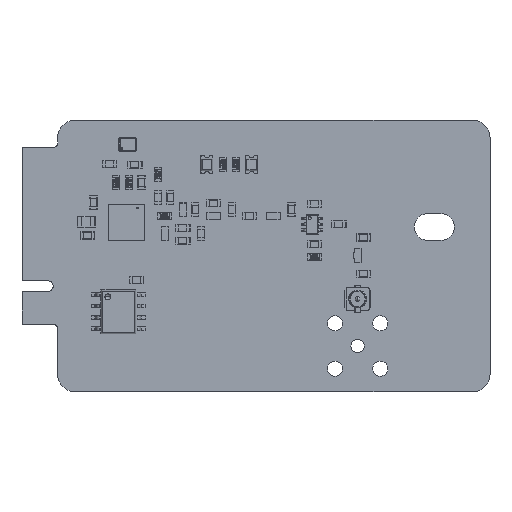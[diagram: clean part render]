
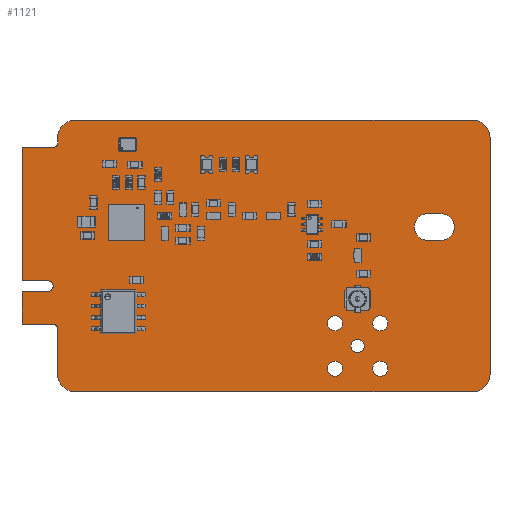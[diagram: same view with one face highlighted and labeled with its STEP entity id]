
A CAD part, top view. The second image highlights one B-rep face of the part: STEP entity #1121.
In plain terms, the highlighted planar face has unit normal (0, 0, 1).
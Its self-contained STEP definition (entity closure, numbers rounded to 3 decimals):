
#216 = VERTEX_POINT('',#217);
#217 = CARTESIAN_POINT('',(-3.25,-19.225,0.82));
#223 = EDGE_CURVE('',#216,#224,#226,.T.);
#224 = VERTEX_POINT('',#225);
#225 = CARTESIAN_POINT('',(-0.35,-19.225,0.82));
#226 = LINE('',#227,#228);
#227 = CARTESIAN_POINT('',(-3.25,-19.225,0.82));
#228 = VECTOR('',#229,1.);
#229 = DIRECTION('',(1.,0.,0.));
#254 = EDGE_CURVE('',#224,#255,#257,.T.);
#255 = VERTEX_POINT('',#256);
#256 = CARTESIAN_POINT('',(-0.35,-18.025,0.82));
#257 = CIRCLE('',#258,0.6);
#258 = AXIS2_PLACEMENT_3D('',#259,#260,#261);
#259 = CARTESIAN_POINT('',(-0.35,-18.625,0.82));
#260 = DIRECTION('',(0.,0.,1.));
#261 = DIRECTION('',(0.,-1.,0.));
#287 = EDGE_CURVE('',#255,#288,#290,.T.);
#288 = VERTEX_POINT('',#289);
#289 = CARTESIAN_POINT('',(-3.25,-18.025,0.82));
#290 = LINE('',#291,#292);
#291 = CARTESIAN_POINT('',(-0.35,-18.025,0.82));
#292 = VECTOR('',#293,1.);
#293 = DIRECTION('',(-1.,0.,0.));
#318 = EDGE_CURVE('',#288,#319,#321,.T.);
#319 = VERTEX_POINT('',#320);
#320 = CARTESIAN_POINT('',(-3.25,-3.075,0.82));
#321 = LINE('',#322,#323);
#322 = CARTESIAN_POINT('',(-3.25,-18.025,0.82));
#323 = VECTOR('',#324,1.);
#324 = DIRECTION('',(0.,1.,0.));
#349 = EDGE_CURVE('',#319,#350,#352,.T.);
#350 = VERTEX_POINT('',#351);
#351 = CARTESIAN_POINT('',(0.25,-3.075,0.82));
#352 = LINE('',#353,#354);
#353 = CARTESIAN_POINT('',(-3.25,-3.075,0.82));
#354 = VECTOR('',#355,1.);
#355 = DIRECTION('',(1.,0.,0.));
#380 = EDGE_CURVE('',#350,#381,#383,.T.);
#381 = VERTEX_POINT('',#382);
#382 = CARTESIAN_POINT('',(0.75,-2.575,0.82));
#383 = CIRCLE('',#384,0.498);
#384 = AXIS2_PLACEMENT_3D('',#385,#386,#387);
#385 = CARTESIAN_POINT('',(0.252,-2.577,0.82));
#386 = DIRECTION('',(0.,0.,1.));
#387 = DIRECTION('',(-0.003,-1.,0.));
#413 = EDGE_CURVE('',#381,#414,#416,.T.);
#414 = VERTEX_POINT('',#415);
#415 = CARTESIAN_POINT('',(0.75,-2.,0.82));
#416 = LINE('',#417,#418);
#417 = CARTESIAN_POINT('',(0.75,-2.575,0.82));
#418 = VECTOR('',#419,1.);
#419 = DIRECTION('',(0.,1.,0.));
#444 = EDGE_CURVE('',#414,#445,#447,.T.);
#445 = VERTEX_POINT('',#446);
#446 = CARTESIAN_POINT('',(2.75,0.,0.82));
#447 = CIRCLE('',#448,2.001);
#448 = AXIS2_PLACEMENT_3D('',#449,#450,#451);
#449 = CARTESIAN_POINT('',(2.751,-2.001,0.82));
#450 = DIRECTION('',(0.,0.,-1.));
#451 = DIRECTION('',(-1.,0.,0.));
#477 = EDGE_CURVE('',#445,#478,#480,.T.);
#478 = VERTEX_POINT('',#479);
#479 = CARTESIAN_POINT('',(47.25,0.,0.82));
#480 = LINE('',#481,#482);
#481 = CARTESIAN_POINT('',(2.75,0.,0.82));
#482 = VECTOR('',#483,1.);
#483 = DIRECTION('',(1.,0.,0.));
#508 = EDGE_CURVE('',#478,#509,#511,.T.);
#509 = VERTEX_POINT('',#510);
#510 = CARTESIAN_POINT('',(49.25,-2.,0.82));
#511 = CIRCLE('',#512,2.001);
#512 = AXIS2_PLACEMENT_3D('',#513,#514,#515);
#513 = CARTESIAN_POINT('',(47.249,-2.001,0.82));
#514 = DIRECTION('',(0.,0.,-1.));
#515 = DIRECTION('',(0.,1.,0.));
#541 = EDGE_CURVE('',#509,#542,#544,.T.);
#542 = VERTEX_POINT('',#543);
#543 = CARTESIAN_POINT('',(49.25,-28.5,0.82));
#544 = LINE('',#545,#546);
#545 = CARTESIAN_POINT('',(49.25,-2.,0.82));
#546 = VECTOR('',#547,1.);
#547 = DIRECTION('',(0.,-1.,0.));
#572 = EDGE_CURVE('',#542,#573,#575,.T.);
#573 = VERTEX_POINT('',#574);
#574 = CARTESIAN_POINT('',(47.25,-30.5,0.82));
#575 = CIRCLE('',#576,2.001);
#576 = AXIS2_PLACEMENT_3D('',#577,#578,#579);
#577 = CARTESIAN_POINT('',(47.249,-28.499,0.82));
#578 = DIRECTION('',(0.,0.,-1.));
#579 = DIRECTION('',(1.,0.,0.));
#605 = EDGE_CURVE('',#573,#606,#608,.T.);
#606 = VERTEX_POINT('',#607);
#607 = CARTESIAN_POINT('',(2.75,-30.5,0.82));
#608 = LINE('',#609,#610);
#609 = CARTESIAN_POINT('',(47.25,-30.5,0.82));
#610 = VECTOR('',#611,1.);
#611 = DIRECTION('',(-1.,0.,0.));
#636 = EDGE_CURVE('',#606,#637,#639,.T.);
#637 = VERTEX_POINT('',#638);
#638 = CARTESIAN_POINT('',(0.75,-28.5,0.82));
#639 = CIRCLE('',#640,2.001);
#640 = AXIS2_PLACEMENT_3D('',#641,#642,#643);
#641 = CARTESIAN_POINT('',(2.751,-28.499,0.82));
#642 = DIRECTION('',(0.,0.,-1.));
#643 = DIRECTION('',(0.,-1.,0.));
#669 = EDGE_CURVE('',#637,#670,#672,.T.);
#670 = VERTEX_POINT('',#671);
#671 = CARTESIAN_POINT('',(0.75,-23.425,0.82));
#672 = LINE('',#673,#674);
#673 = CARTESIAN_POINT('',(0.75,-28.5,0.82));
#674 = VECTOR('',#675,1.);
#675 = DIRECTION('',(0.,1.,0.));
#700 = EDGE_CURVE('',#670,#701,#703,.T.);
#701 = VERTEX_POINT('',#702);
#702 = CARTESIAN_POINT('',(0.25,-22.925,0.82));
#703 = CIRCLE('',#704,0.498);
#704 = AXIS2_PLACEMENT_3D('',#705,#706,#707);
#705 = CARTESIAN_POINT('',(0.252,-23.423,0.82));
#706 = DIRECTION('',(0.,0.,1.));
#707 = DIRECTION('',(1.,-0.003,0.));
#733 = EDGE_CURVE('',#701,#734,#736,.T.);
#734 = VERTEX_POINT('',#735);
#735 = CARTESIAN_POINT('',(-3.25,-22.925,0.82));
#736 = LINE('',#737,#738);
#737 = CARTESIAN_POINT('',(0.25,-22.925,0.82));
#738 = VECTOR('',#739,1.);
#739 = DIRECTION('',(-1.,0.,0.));
#764 = EDGE_CURVE('',#734,#216,#765,.T.);
#765 = LINE('',#766,#767);
#766 = CARTESIAN_POINT('',(-3.25,-22.925,0.82));
#767 = VECTOR('',#768,1.);
#768 = DIRECTION('',(0.,1.,0.));
#788 = VERTEX_POINT('',#789);
#789 = CARTESIAN_POINT('',(32.71,-27.889,0.82));
#795 = EDGE_CURVE('',#788,#788,#796,.T.);
#796 = CIRCLE('',#797,0.85);
#797 = AXIS2_PLACEMENT_3D('',#798,#799,#800);
#798 = CARTESIAN_POINT('',(31.86,-27.889,0.82));
#799 = DIRECTION('',(0.,0.,1.));
#800 = DIRECTION('',(1.,0.,0.));
#821 = VERTEX_POINT('',#822);
#822 = CARTESIAN_POINT('',(32.71,-22.809,0.82));
#828 = EDGE_CURVE('',#821,#821,#829,.T.);
#829 = CIRCLE('',#830,0.85);
#830 = AXIS2_PLACEMENT_3D('',#831,#832,#833);
#831 = CARTESIAN_POINT('',(31.86,-22.809,0.82));
#832 = DIRECTION('',(0.,0.,1.));
#833 = DIRECTION('',(1.,0.,0.));
#854 = VERTEX_POINT('',#855);
#855 = CARTESIAN_POINT('',(35.15,-25.349,0.82));
#861 = EDGE_CURVE('',#854,#854,#862,.T.);
#862 = CIRCLE('',#863,0.75);
#863 = AXIS2_PLACEMENT_3D('',#864,#865,#866);
#864 = CARTESIAN_POINT('',(34.4,-25.349,0.82));
#865 = DIRECTION('',(0.,0.,1.));
#866 = DIRECTION('',(1.,0.,0.));
#887 = VERTEX_POINT('',#888);
#888 = CARTESIAN_POINT('',(37.79,-27.889,0.82));
#894 = EDGE_CURVE('',#887,#887,#895,.T.);
#895 = CIRCLE('',#896,0.85);
#896 = AXIS2_PLACEMENT_3D('',#897,#898,#899);
#897 = CARTESIAN_POINT('',(36.94,-27.889,0.82));
#898 = DIRECTION('',(0.,0.,1.));
#899 = DIRECTION('',(1.,0.,0.));
#920 = VERTEX_POINT('',#921);
#921 = CARTESIAN_POINT('',(37.79,-22.809,0.82));
#927 = EDGE_CURVE('',#920,#920,#928,.T.);
#928 = CIRCLE('',#929,0.85);
#929 = AXIS2_PLACEMENT_3D('',#930,#931,#932);
#930 = CARTESIAN_POINT('',(36.94,-22.809,0.82));
#931 = DIRECTION('',(0.,0.,1.));
#932 = DIRECTION('',(1.,0.,0.));
#953 = VERTEX_POINT('',#954);
#954 = CARTESIAN_POINT('',(43.75,-10.5,0.82));
#960 = EDGE_CURVE('',#953,#961,#963,.T.);
#961 = VERTEX_POINT('',#962);
#962 = CARTESIAN_POINT('',(42.25,-10.5,0.82));
#963 = LINE('',#964,#965);
#964 = CARTESIAN_POINT('',(43.75,-10.5,0.82));
#965 = VECTOR('',#966,1.);
#966 = DIRECTION('',(-1.,0.,0.));
#991 = EDGE_CURVE('',#961,#992,#994,.T.);
#992 = VERTEX_POINT('',#993);
#993 = CARTESIAN_POINT('',(42.25,-13.5,0.82));
#994 = CIRCLE('',#995,1.5);
#995 = AXIS2_PLACEMENT_3D('',#996,#997,#998);
#996 = CARTESIAN_POINT('',(42.25,-12.,0.82));
#997 = DIRECTION('',(0.,0.,1.));
#998 = DIRECTION('',(0.,1.,0.));
#1024 = EDGE_CURVE('',#992,#1025,#1027,.T.);
#1025 = VERTEX_POINT('',#1026);
#1026 = CARTESIAN_POINT('',(43.75,-13.5,0.82));
#1027 = LINE('',#1028,#1029);
#1028 = CARTESIAN_POINT('',(42.25,-13.5,0.82));
#1029 = VECTOR('',#1030,1.);
#1030 = DIRECTION('',(1.,0.,0.));
#1055 = EDGE_CURVE('',#1025,#953,#1056,.T.);
#1056 = CIRCLE('',#1057,1.5);
#1057 = AXIS2_PLACEMENT_3D('',#1058,#1059,#1060);
#1058 = CARTESIAN_POINT('',(43.75,-12.,0.82));
#1059 = DIRECTION('',(0.,0.,1.));
#1060 = DIRECTION('',(0.,-1.,0.));
#1121 = ADVANCED_FACE('',(#1122,#1142,#1145,#1148,#1151,#1154,#1157),
  #1163,.F.);
#1122 = FACE_BOUND('',#1123,.F.);
#1123 = EDGE_LOOP('',(#1124,#1125,#1126,#1127,#1128,#1129,#1130,#1131,
    #1132,#1133,#1134,#1135,#1136,#1137,#1138,#1139,#1140,#1141));
#1124 = ORIENTED_EDGE('',*,*,#223,.T.);
#1125 = ORIENTED_EDGE('',*,*,#254,.T.);
#1126 = ORIENTED_EDGE('',*,*,#287,.T.);
#1127 = ORIENTED_EDGE('',*,*,#318,.T.);
#1128 = ORIENTED_EDGE('',*,*,#349,.T.);
#1129 = ORIENTED_EDGE('',*,*,#380,.T.);
#1130 = ORIENTED_EDGE('',*,*,#413,.T.);
#1131 = ORIENTED_EDGE('',*,*,#444,.T.);
#1132 = ORIENTED_EDGE('',*,*,#477,.T.);
#1133 = ORIENTED_EDGE('',*,*,#508,.T.);
#1134 = ORIENTED_EDGE('',*,*,#541,.T.);
#1135 = ORIENTED_EDGE('',*,*,#572,.T.);
#1136 = ORIENTED_EDGE('',*,*,#605,.T.);
#1137 = ORIENTED_EDGE('',*,*,#636,.T.);
#1138 = ORIENTED_EDGE('',*,*,#669,.T.);
#1139 = ORIENTED_EDGE('',*,*,#700,.T.);
#1140 = ORIENTED_EDGE('',*,*,#733,.T.);
#1141 = ORIENTED_EDGE('',*,*,#764,.T.);
#1142 = FACE_BOUND('',#1143,.F.);
#1143 = EDGE_LOOP('',(#1144));
#1144 = ORIENTED_EDGE('',*,*,#795,.T.);
#1145 = FACE_BOUND('',#1146,.F.);
#1146 = EDGE_LOOP('',(#1147));
#1147 = ORIENTED_EDGE('',*,*,#828,.T.);
#1148 = FACE_BOUND('',#1149,.F.);
#1149 = EDGE_LOOP('',(#1150));
#1150 = ORIENTED_EDGE('',*,*,#861,.T.);
#1151 = FACE_BOUND('',#1152,.F.);
#1152 = EDGE_LOOP('',(#1153));
#1153 = ORIENTED_EDGE('',*,*,#894,.T.);
#1154 = FACE_BOUND('',#1155,.F.);
#1155 = EDGE_LOOP('',(#1156));
#1156 = ORIENTED_EDGE('',*,*,#927,.T.);
#1157 = FACE_BOUND('',#1158,.F.);
#1158 = EDGE_LOOP('',(#1159,#1160,#1161,#1162));
#1159 = ORIENTED_EDGE('',*,*,#960,.T.);
#1160 = ORIENTED_EDGE('',*,*,#991,.T.);
#1161 = ORIENTED_EDGE('',*,*,#1024,.T.);
#1162 = ORIENTED_EDGE('',*,*,#1055,.T.);
#1163 = PLANE('',#1164);
#1164 = AXIS2_PLACEMENT_3D('',#1165,#1166,#1167);
#1165 = CARTESIAN_POINT('',(-3.25,-19.225,0.82));
#1166 = DIRECTION('',(0.,0.,-1.));
#1167 = DIRECTION('',(-1.,0.,0.));
